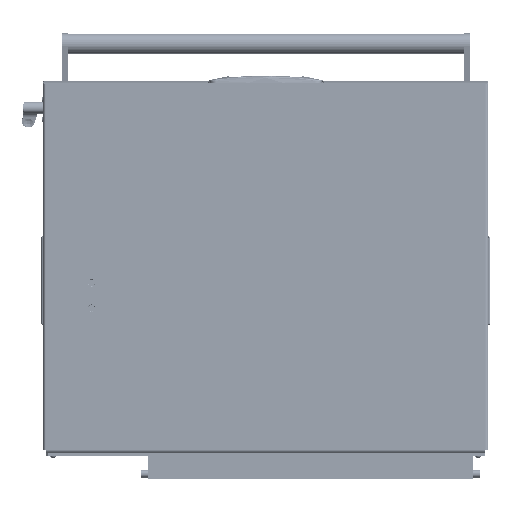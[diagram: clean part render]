
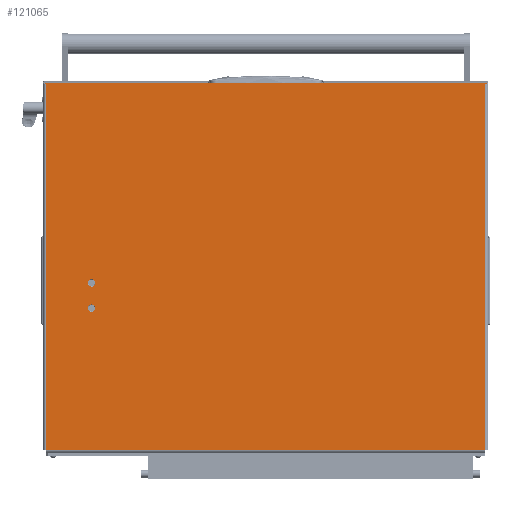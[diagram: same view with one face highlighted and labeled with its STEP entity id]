
A CAD part, front view. The second image highlights one B-rep face of the part: STEP entity #121065.
In plain terms, the highlighted face is planar.
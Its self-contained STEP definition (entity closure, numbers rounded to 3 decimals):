
#80 = AXIS2_PLACEMENT_3D ( 'NONE', #119160, #130471, #153913 ) ;
#498 = CARTESIAN_POINT ( 'NONE',  ( 310., 545., 0. ) ) ;
#3484 = EDGE_CURVE ( 'NONE', #36795, #65203, #150373, .T. ) ;
#4621 = CARTESIAN_POINT ( 'NONE',  ( -2., -4., 0. ) ) ;
#5970 = EDGE_CURVE ( 'NONE', #46301, #47593, #143937, .T. ) ;
#11276 = VECTOR ( 'NONE', #123505, 1000. ) ;
#13393 = CARTESIAN_POINT ( 'NONE',  ( 506., 0., 0. ) ) ;
#13560 = CARTESIAN_POINT ( 'NONE',  ( 0., -2., 0. ) ) ;
#14159 = ORIENTED_EDGE ( 'NONE', *, *, #142211, .F. ) ;
#18894 = ORIENTED_EDGE ( 'NONE', *, *, #152425, .F. ) ;
#19259 = VERTEX_POINT ( 'NONE', #23995 ) ;
#19902 = ORIENTED_EDGE ( 'NONE', *, *, #5970, .F. ) ;
#20698 = VERTEX_POINT ( 'NONE', #29132 ) ;
#22432 = CIRCLE ( 'NONE', #55846, 5.2 ) ;
#23197 = DIRECTION ( 'NONE',  ( 0., 0., -1. ) ) ;
#23995 = CARTESIAN_POINT ( 'NONE',  ( 0., 610., 0. ) ) ;
#28164 = CARTESIAN_POINT ( 'NONE',  ( 506., 608., 0. ) ) ;
#28326 = CARTESIAN_POINT ( 'NONE',  ( 275., 545., 0. ) ) ;
#28985 = ORIENTED_EDGE ( 'NONE', *, *, #82843, .F. ) ;
#29132 = CARTESIAN_POINT ( 'NONE',  ( 304.8, 545., 0. ) ) ;
#30519 = AXIS2_PLACEMENT_3D ( 'NONE', #28326, #77496, #141826 ) ;
#31336 = VECTOR ( 'NONE', #64585, 1000. ) ;
#31797 = AXIS2_PLACEMENT_3D ( 'NONE', #34364, #45677, #83563 ) ;
#34068 = DIRECTION ( 'NONE',  ( -1., 0., 0. ) ) ;
#34364 = CARTESIAN_POINT ( 'NONE',  ( 0., 608., 0. ) ) ;
#36338 = VERTEX_POINT ( 'NONE', #132117 ) ;
#36795 = VERTEX_POINT ( 'NONE', #41952 ) ;
#38216 = LINE ( 'NONE', #147114, #62867 ) ;
#38635 = LINE ( 'NONE', #13560, #129953 ) ;
#40617 = CARTESIAN_POINT ( 'NONE',  ( 0., 0., 0. ) ) ;
#41083 = EDGE_LOOP ( 'NONE', ( #18894, #19902 ) ) ;
#41952 = CARTESIAN_POINT ( 'NONE',  ( 0., -2., 0. ) ) ;
#43067 = CARTESIAN_POINT ( 'NONE',  ( 0., -4., 0. ) ) ;
#45677 = DIRECTION ( 'NONE',  ( 0., 0., -1. ) ) ;
#46061 = ORIENTED_EDGE ( 'NONE', *, *, #121577, .F. ) ;
#46169 = VECTOR ( 'NONE', #152350, 1000. ) ;
#46301 = VERTEX_POINT ( 'NONE', #139271 ) ;
#46954 = VERTEX_POINT ( 'NONE', #13393 ) ;
#47593 = VERTEX_POINT ( 'NONE', #95056 ) ;
#55846 = AXIS2_PLACEMENT_3D ( 'NONE', #498, #23197, #74000 ) ;
#57768 = PLANE ( 'NONE',  #31797 ) ;
#58258 = CARTESIAN_POINT ( 'NONE',  ( 310., 545., 0. ) ) ;
#58560 = FACE_BOUND ( 'NONE', #120421, .T. ) ;
#60352 = CARTESIAN_POINT ( 'NONE',  ( 0., -4., 0. ) ) ;
#61605 = DIRECTION ( 'NONE',  ( 1., 0., 0. ) ) ;
#62038 = DIRECTION ( 'NONE',  ( -1., 0., 0. ) ) ;
#62867 = VECTOR ( 'NONE', #61605, 1000. ) ;
#64585 = DIRECTION ( 'NONE',  ( 1., 0., 0. ) ) ;
#65203 = VERTEX_POINT ( 'NONE', #40617 ) ;
#68561 = EDGE_LOOP ( 'NONE', ( #91774, #113969, #152819, #90504, #14159, #28985, #110095, #46061 ) ) ;
#74000 = DIRECTION ( 'NONE',  ( -1., 0., 0. ) ) ;
#77496 = DIRECTION ( 'NONE',  ( 0., 0., -1. ) ) ;
#80147 = DIRECTION ( 'NONE',  ( 0., 1., 0. ) ) ;
#80254 = CARTESIAN_POINT ( 'NONE',  ( -2., -2., 0. ) ) ;
#82843 = EDGE_CURVE ( 'NONE', #104964, #97168, #149004, .T. ) ;
#83563 = DIRECTION ( 'NONE',  ( -1., 0., 0. ) ) ;
#84660 = VECTOR ( 'NONE', #112496, 1000. ) ;
#87984 = LINE ( 'NONE', #137188, #31336 ) ;
#90206 = EDGE_CURVE ( 'NONE', #20698, #36338, #22432, .T. ) ;
#90504 = ORIENTED_EDGE ( 'NONE', *, *, #94625, .T. ) ;
#91774 = ORIENTED_EDGE ( 'NONE', *, *, #3484, .F. ) ;
#92429 = EDGE_CURVE ( 'NONE', #141585, #123552, #93396, .T. ) ;
#93396 = LINE ( 'NONE', #4621, #46169 ) ;
#94625 = EDGE_CURVE ( 'NONE', #123552, #19259, #87984, .T. ) ;
#95056 = CARTESIAN_POINT ( 'NONE',  ( 269.8, 545., 0. ) ) ;
#97168 = VERTEX_POINT ( 'NONE', #120464 ) ;
#97737 = LINE ( 'NONE', #121911, #11276 ) ;
#98327 = ORIENTED_EDGE ( 'NONE', *, *, #100299, .F. ) ;
#100299 = EDGE_CURVE ( 'NONE', #36338, #20698, #128102, .T. ) ;
#100569 = VECTOR ( 'NONE', #146621, 1000. ) ;
#102330 = AXIS2_PLACEMENT_3D ( 'NONE', #58258, #107508, #34068 ) ;
#104934 = VECTOR ( 'NONE', #80147, 1000. ) ;
#104964 = VERTEX_POINT ( 'NONE', #28164 ) ;
#107508 = DIRECTION ( 'NONE',  ( 0., 0., -1. ) ) ;
#110095 = ORIENTED_EDGE ( 'NONE', *, *, #155198, .T. ) ;
#112496 = DIRECTION ( 'NONE',  ( 0., 1., 0. ) ) ;
#113969 = ORIENTED_EDGE ( 'NONE', *, *, #155501, .T. ) ;
#119160 = CARTESIAN_POINT ( 'NONE',  ( 275., 545., 0. ) ) ;
#119867 = FACE_OUTER_BOUND ( 'NONE', #68561, .T. ) ;
#120421 = EDGE_LOOP ( 'NONE', ( #137506, #98327 ) ) ;
#120464 = CARTESIAN_POINT ( 'NONE',  ( 0., 608., 0. ) ) ;
#121065 = ADVANCED_FACE ( 'NONE', ( #144878, #58560, #119867 ), #57768, .T. ) ;
#121577 = EDGE_CURVE ( 'NONE', #65203, #46954, #38216, .T. ) ;
#121911 = CARTESIAN_POINT ( 'NONE',  ( 506., 608., 0. ) ) ;
#122393 = CARTESIAN_POINT ( 'NONE',  ( 0., 608., 0. ) ) ;
#123505 = DIRECTION ( 'NONE',  ( 0., -1., 0. ) ) ;
#123552 = VERTEX_POINT ( 'NONE', #133677 ) ;
#128102 = CIRCLE ( 'NONE', #102330, 5.2 ) ;
#129953 = VECTOR ( 'NONE', #62038, 1000. ) ;
#130471 = DIRECTION ( 'NONE',  ( 0., 0., -1. ) ) ;
#132117 = CARTESIAN_POINT ( 'NONE',  ( 315.2, 545., 0. ) ) ;
#133677 = CARTESIAN_POINT ( 'NONE',  ( -2., 610., 0. ) ) ;
#137188 = CARTESIAN_POINT ( 'NONE',  ( 0., 610., 0. ) ) ;
#137506 = ORIENTED_EDGE ( 'NONE', *, *, #90206, .F. ) ;
#138320 = LINE ( 'NONE', #60352, #84660 ) ;
#139271 = CARTESIAN_POINT ( 'NONE',  ( 280.2, 545., 0. ) ) ;
#139314 = CIRCLE ( 'NONE', #80, 5.2 ) ;
#141585 = VERTEX_POINT ( 'NONE', #80254 ) ;
#141826 = DIRECTION ( 'NONE',  ( -1., 0., 0. ) ) ;
#142211 = EDGE_CURVE ( 'NONE', #97168, #19259, #138320, .T. ) ;
#143937 = CIRCLE ( 'NONE', #30519, 5.2 ) ;
#144878 = FACE_BOUND ( 'NONE', #41083, .T. ) ;
#146621 = DIRECTION ( 'NONE',  ( -1., 0., 0. ) ) ;
#147114 = CARTESIAN_POINT ( 'NONE',  ( 0., 0., 0. ) ) ;
#149004 = LINE ( 'NONE', #122393, #100569 ) ;
#150373 = LINE ( 'NONE', #43067, #104934 ) ;
#152350 = DIRECTION ( 'NONE',  ( 0., 1., 0. ) ) ;
#152425 = EDGE_CURVE ( 'NONE', #47593, #46301, #139314, .T. ) ;
#152819 = ORIENTED_EDGE ( 'NONE', *, *, #92429, .T. ) ;
#153913 = DIRECTION ( 'NONE',  ( -1., 0., 0. ) ) ;
#155198 = EDGE_CURVE ( 'NONE', #104964, #46954, #97737, .T. ) ;
#155501 = EDGE_CURVE ( 'NONE', #36795, #141585, #38635, .T. ) ;
